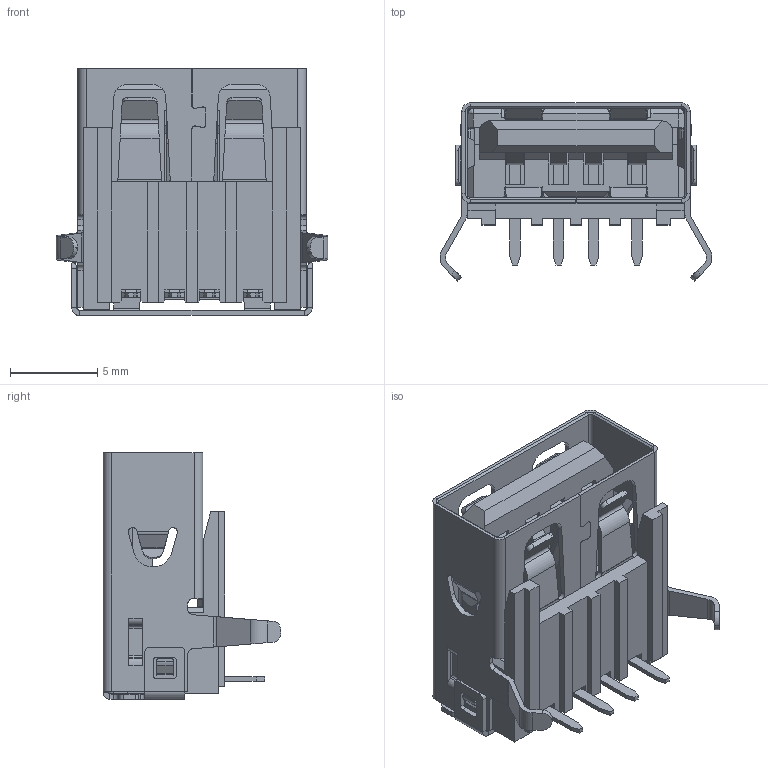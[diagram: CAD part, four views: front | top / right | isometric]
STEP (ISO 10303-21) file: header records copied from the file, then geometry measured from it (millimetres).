
FILE_DESCRIPTION (( 'STEP AP214' ), '1' );
FILE_NAME ('USB1130-15-A.STEP', '2021-11-02T22:04:45', ( '' ), ( '' ), 'SwSTEP 2.0', 'SolidWorks 2017', '' );
FILE_SCHEMA (( 'AUTOMOTIVE_DESIGN' ));
Length unit declared in the file: millimetre
Products named in the file (1): USB1130-15-A
Bounding box: 15.6 x 10.21 x 14.16 mm (x, y, z)
Volume: 564.1 mm3; surface area: 2095.9 mm2
Topology: 10 solids, 10 shells, 1064 faces, 2928 edges, 1868 vertices
Faces by surface type: plane 672, cylinder 378, bspline 8, cone 6
Entity records: 33951 total; most frequent: CARTESIAN_POINT 6765, ORIENTED_EDGE 5852, DIRECTION 5462, EDGE_CURVE 2926, LINE 2140, VECTOR 2140, VERTEX_POINT 1868, AXIS2_PLACEMENT_3D 1661
